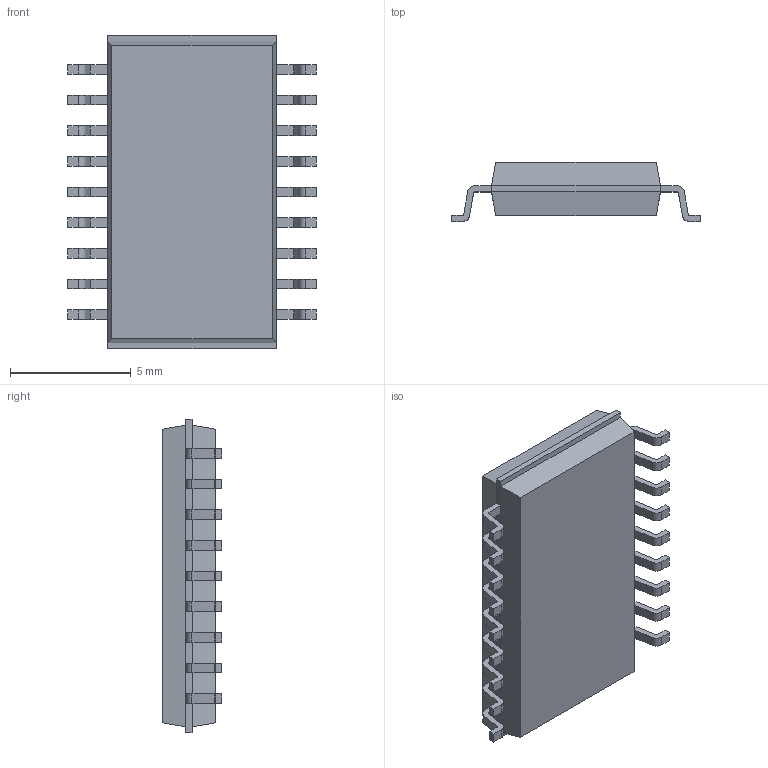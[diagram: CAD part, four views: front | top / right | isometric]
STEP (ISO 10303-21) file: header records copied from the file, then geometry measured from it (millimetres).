
FILE_DESCRIPTION (( 'STEP AP214' ), '1' );
FILE_NAME ('TBD62083AFG,EL.STEP', '2023-06-19T01:53:31', ( '' ), ( '' ), 'SwSTEP 2.0', 'SolidWorks 2021', '' );
FILE_SCHEMA (( 'AUTOMOTIVE_DESIGN' ));
Length unit declared in the file: millimetre
Products named in the file (1): TBD62083AFG,EL
Bounding box: 10.3 x 2.45 x 13 mm (x, y, z)
Volume: 191.6 mm3; surface area: 320 mm2
Topology: 20 solids, 20 shells, 277 faces, 700 edges, 464 vertices
Faces by surface type: plane 201, cylinder 76
Entity records: 8487 total; most frequent: CARTESIAN_POINT 1442, DIRECTION 1408, ORIENTED_EDGE 1400, EDGE_CURVE 700, VECTOR 548, LINE 548, VERTEX_POINT 464, AXIS2_PLACEMENT_3D 430
